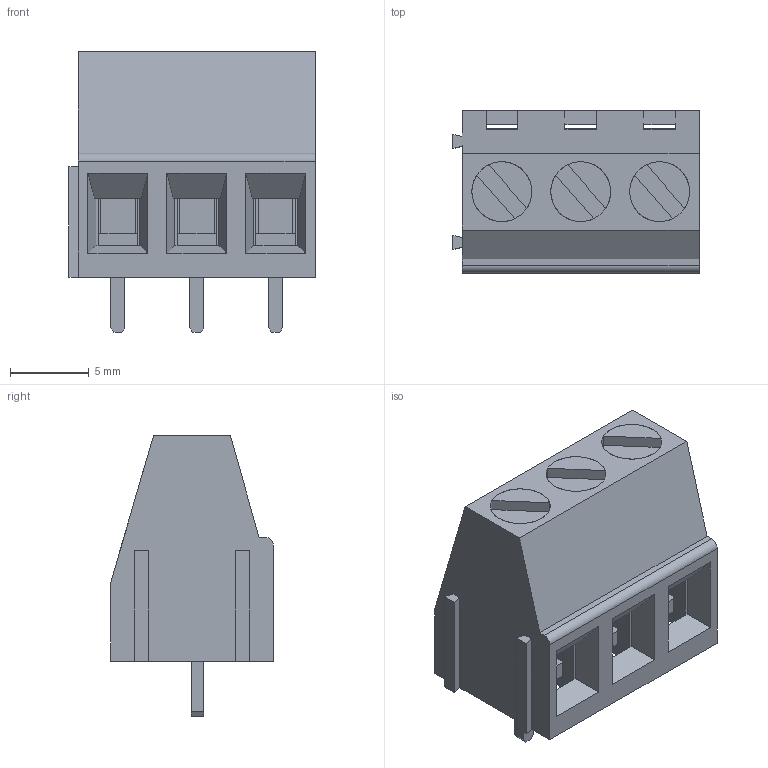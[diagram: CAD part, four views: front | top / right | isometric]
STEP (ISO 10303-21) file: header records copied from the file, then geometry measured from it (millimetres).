
FILE_DESCRIPTION(('STEP AP214'),'1');
FILE_NAME('691212710003.stp','2016-02-22T21:51:38',('TraceParts'),('TraceParts S.A.'),'Spatial InterOp 3D',' ',' ');
FILE_SCHEMA(('automotive_design'));
Length unit declared in the file: millimetre
Products named in the file (10): Assem1|6912127100xx_MASS#6912127100xx_MASS;6912127100xx_MASS; Assem1|6912127100xx_VIS#6912127100xx_VIS;6912127100xx_VIS; Assem1|6912127100xx_PIN#6912127100xx_PIN;6912127100xx_PIN; Assem1|691212710003#691212710003;691212710003
Bounding box: 15.6 x 10.3 x 17.8 mm (x, y, z)
Volume: 1263.2 mm3; surface area: 3099.2 mm2
Topology: 10 solids, 10 shells, 329 faces, 891 edges, 582 vertices
Faces by surface type: plane 274, cylinder 55
Entity records: 13054 total; most frequent: CARTESIAN_POINT 1812, ORIENTED_EDGE 1782, DIRECTION 1703, EDGE_CURVE 891, LINE 757, VECTOR 757, VERTEX_POINT 582, AXIS2_PLACEMENT_3D 473
